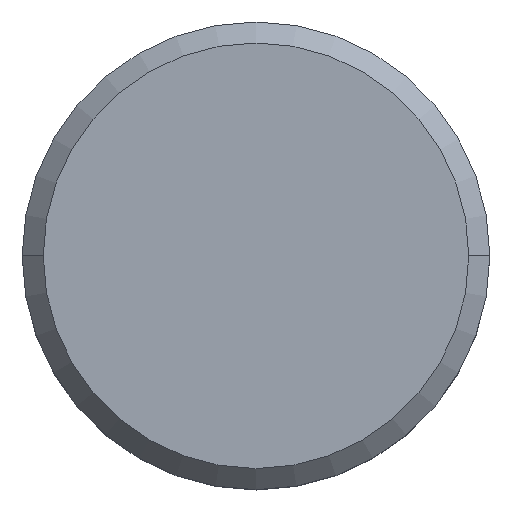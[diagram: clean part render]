
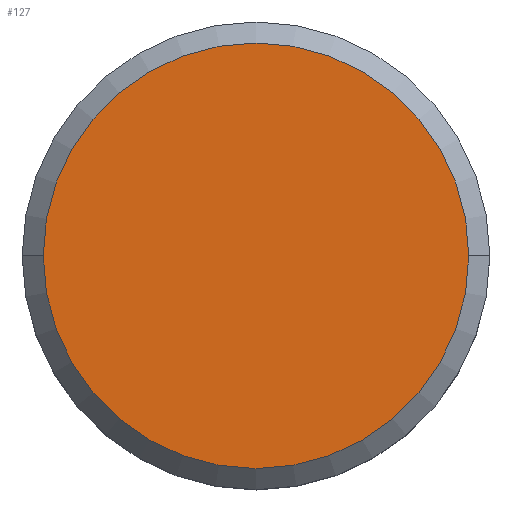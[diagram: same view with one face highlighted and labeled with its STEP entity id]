
A CAD part, top view. The second image highlights one B-rep face of the part: STEP entity #127.
In plain terms, the highlighted planar face has unit normal (0, 0, 1).
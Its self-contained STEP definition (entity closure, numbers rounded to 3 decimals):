
#91=EDGE_CURVE('',#117,#131,#198,.T.);
#109=EDGE_CURVE('',#131,#117,#218,.T.);
#117=VERTEX_POINT('',#227);
#127=ADVANCED_FACE('',(#239),#240,.T.);
#131=VERTEX_POINT('',#244);
#198=CIRCLE('',#315,4.55);
#218=CIRCLE('',#341,4.55);
#227=CARTESIAN_POINT('',(-4.55,0.,4.5));
#239=FACE_OUTER_BOUND('',#368,.T.);
#240=PLANE('',#369);
#244=CARTESIAN_POINT('',(4.55,0.,4.5));
#315=AXIS2_PLACEMENT_3D('',#444,#445,#446);
#341=AXIS2_PLACEMENT_3D('',#473,#474,#475);
#368=EDGE_LOOP('',(#501,#502));
#369=AXIS2_PLACEMENT_3D('',#503,#504,#505);
#444=CARTESIAN_POINT('',(0.0,0.,4.5));
#445=DIRECTION('',(0.0,0.,-1.0));
#446=DIRECTION('',(1.0,0.0,0.0));
#473=CARTESIAN_POINT('',(0.0,0.,4.5));
#474=DIRECTION('',(0.0,0.,-1.0));
#475=DIRECTION('',(1.0,0.0,0.0));
#501=ORIENTED_EDGE('',*,*,#109,.F.);
#502=ORIENTED_EDGE('',*,*,#91,.F.);
#503=CARTESIAN_POINT('',(2.275,0.,4.5));
#504=DIRECTION('',(0.0,0.,1.0));
#505=DIRECTION('',(-1.0,0.0,0.0));
